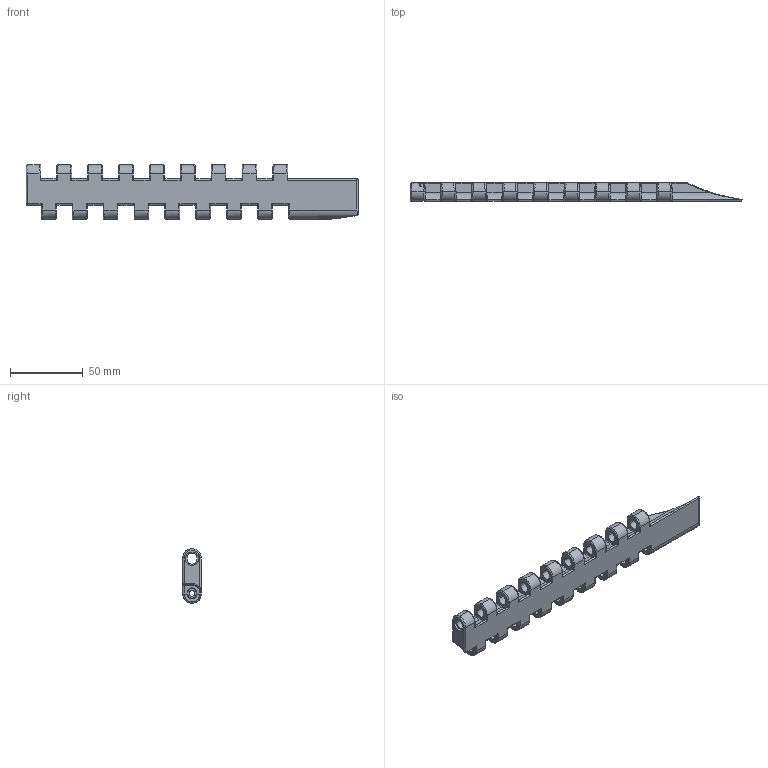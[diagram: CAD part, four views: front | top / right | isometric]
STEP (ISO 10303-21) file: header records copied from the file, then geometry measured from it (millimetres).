
FILE_DESCRIPTION (( 'STEP AP214' ), '1' );
FILE_NAME ('LF9255MC.0224TL.STEP', '2021-03-12T08:22:49', ( '' ), ( '' ), 'SwSTEP 2.0', 'SolidWorks 2019', '' );
FILE_SCHEMA (( 'AUTOMOTIVE_DESIGN' ));
Products named in the file (1): LF9255MC.0224TL
Bounding box: 228.47 x 12.7 x 37.5 mm (x, y, z)
Volume: 44752.7 mm3; surface area: 26529.5 mm2
Topology: 1 solids, 1 shells, 1459 faces, 3664 edges, 2066 vertices
Faces by surface type: bspline 617, cylinder 522, plane 249, torus 65, cone 3, sphere 3
Entity records: 64485 total; most frequent: CARTESIAN_POINT 36577, ORIENTED_EDGE 7086, DIRECTION 4355, EDGE_CURVE 3543, VERTEX_POINT 2066, AXIS2_PLACEMENT_3D 1664, EDGE_LOOP 1475, FACE_OUTER_BOUND 1459
